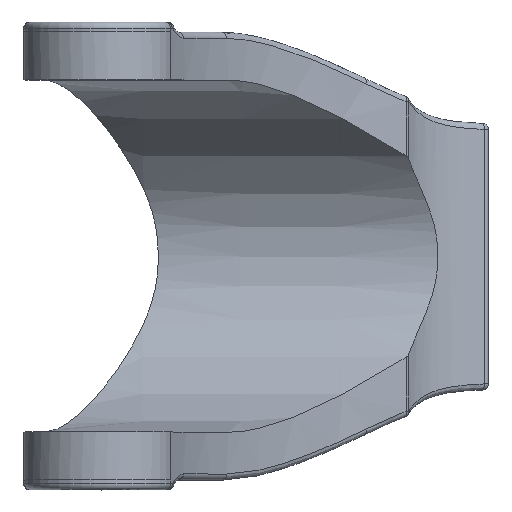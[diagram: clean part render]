
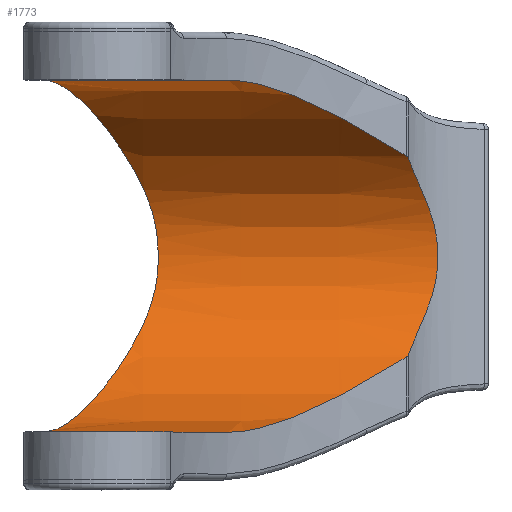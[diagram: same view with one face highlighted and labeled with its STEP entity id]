
A CAD part, top view. The second image highlights one B-rep face of the part: STEP entity #1773.
In plain terms, the highlighted face is a extrusion surface.
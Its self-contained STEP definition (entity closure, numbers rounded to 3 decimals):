
#680=CARTESIAN_POINT('Vertex',(-52.449,-42.048,110.706)) ;
#684=CARTESIAN_POINT('Control Point',(-52.449,-42.048,110.706)) ;
#685=CARTESIAN_POINT('Control Point',(-52.072,-42.048,109.382)) ;
#686=CARTESIAN_POINT('Control Point',(-51.657,-41.945,108.088)) ;
#687=CARTESIAN_POINT('Control Point',(-51.209,-41.743,106.834)) ;
#688=CARTESIAN_POINT('Control Point',(-50.093,-41.053,103.992)) ;
#689=CARTESIAN_POINT('Control Point',(-48.873,-39.907,101.431)) ;
#690=CARTESIAN_POINT('Control Point',(-48.153,-39.119,100.06)) ;
#691=CARTESIAN_POINT('Control Point',(-47.16,-37.889,98.321)) ;
#692=CARTESIAN_POINT('Control Point',(-46.204,-36.486,96.797)) ;
#693=CARTESIAN_POINT('Control Point',(-45.948,-36.094,96.4)) ;
#694=CARTESIAN_POINT('Control Point',(-45.376,-35.171,95.532)) ;
#695=CARTESIAN_POINT('Control Point',(-44.842,-34.198,94.763)) ;
#696=CARTESIAN_POINT('Control Point',(-44.557,-33.636,94.363)) ;
#697=CARTESIAN_POINT('Control Point',(-44.059,-32.547,93.68)) ;
#698=CARTESIAN_POINT('Control Point',(-43.679,-31.449,93.178)) ;
#699=CARTESIAN_POINT('Control Point',(-43.531,-30.925,92.985)) ;
#700=CARTESIAN_POINT('Control Point',(-43.368,-30.179,92.775)) ;
#701=CARTESIAN_POINT('Control Point',(-43.27,-29.44,92.649)) ;
#702=CARTESIAN_POINT('Control Point',(-43.246,-29.219,92.619)) ;
#703=CARTESIAN_POINT('Control Point',(-43.207,-28.76,92.568)) ;
#704=CARTESIAN_POINT('Control Point',(-43.188,-28.303,92.544)) ;
#705=CARTESIAN_POINT('Control Point',(-43.183,-28.066,92.537)) ;
#706=CARTESIAN_POINT('Control Point',(-43.177,-27.297,92.53)) ;
#707=CARTESIAN_POINT('Control Point',(-43.21,-26.525,92.573)) ;
#708=CARTESIAN_POINT('Control Point',(-43.261,-25.988,92.638)) ;
#709=CARTESIAN_POINT('Control Point',(-43.442,-24.859,92.869)) ;
#710=CARTESIAN_POINT('Control Point',(-43.78,-23.717,93.311)) ;
#711=CARTESIAN_POINT('Control Point',(-43.999,-23.124,93.6)) ;
#712=CARTESIAN_POINT('Control Point',(-44.738,-21.398,94.602)) ;
#713=CARTESIAN_POINT('Control Point',(-45.69,-19.749,95.978)) ;
#714=CARTESIAN_POINT('Control Point',(-46.347,-18.741,96.986)) ;
#715=CARTESIAN_POINT('Control Point',(-47.428,-17.255,98.763)) ;
#716=CARTESIAN_POINT('Control Point',(-48.515,-16.014,100.788)) ;
#717=CARTESIAN_POINT('Control Point',(-48.918,-15.587,101.577)) ;
#718=CARTESIAN_POINT('Control Point',(-49.946,-14.592,103.7)) ;
#719=CARTESIAN_POINT('Control Point',(-50.915,-13.897,106.031)) ;
#720=CARTESIAN_POINT('Control Point',(-51.476,-13.6,107.533)) ;
#721=CARTESIAN_POINT('Control Point',(-51.991,-13.448,109.097)) ;
#722=CARTESIAN_POINT('Control Point',(-52.449,-13.448,110.706)) ;
#723=CARTESIAN_POINT('Vertex',(-52.449,-13.448,110.706)) ;
#1674=CARTESIAN_POINT('Control Point',(-26.355,-42.048,110.706)) ;
#1675=CARTESIAN_POINT('Control Point',(-26.355,-42.048,102.028)) ;
#1676=CARTESIAN_POINT('Control Point',(-26.355,-34.104,93.247)) ;
#1677=CARTESIAN_POINT('Control Point',(-26.355,-27.748,92.3)) ;
#1678=CARTESIAN_POINT('Control Point',(-26.355,-21.392,93.247)) ;
#1679=CARTESIAN_POINT('Control Point',(-26.355,-13.448,102.028)) ;
#1680=CARTESIAN_POINT('Control Point',(-26.355,-13.448,110.706)) ;
#1685=CARTESIAN_POINT('Control Point',(-23.055,-35.944,96.272)) ;
#1686=CARTESIAN_POINT('Control Point',(-22.955,-35.88,96.21)) ;
#1687=CARTESIAN_POINT('Control Point',(-22.89,-35.789,96.123)) ;
#1688=CARTESIAN_POINT('Control Point',(-22.854,-35.693,96.034)) ;
#1689=CARTESIAN_POINT('Vertex',(-22.854,-35.693,96.034)) ;
#1691=CARTESIAN_POINT('Vertex',(-23.055,-35.944,96.272)) ;
#1695=CARTESIAN_POINT('Control Point',(-22.854,-35.693,96.034)) ;
#1696=CARTESIAN_POINT('Control Point',(-22.683,-35.239,95.613)) ;
#1697=CARTESIAN_POINT('Control Point',(-22.496,-34.78,95.221)) ;
#1698=CARTESIAN_POINT('Control Point',(-22.298,-34.316,94.858)) ;
#1699=CARTESIAN_POINT('Control Point',(-21.898,-33.4,94.204)) ;
#1700=CARTESIAN_POINT('Control Point',(-21.505,-32.483,93.673)) ;
#1701=CARTESIAN_POINT('Control Point',(-21.32,-32.036,93.445)) ;
#1702=CARTESIAN_POINT('Control Point',(-21.011,-31.213,93.086)) ;
#1703=CARTESIAN_POINT('Control Point',(-20.774,-30.392,92.838)) ;
#1704=CARTESIAN_POINT('Control Point',(-20.685,-30.019,92.748)) ;
#1705=CARTESIAN_POINT('Control Point',(-20.551,-29.306,92.617)) ;
#1706=CARTESIAN_POINT('Control Point',(-20.486,-28.597,92.555)) ;
#1707=CARTESIAN_POINT('Control Point',(-20.471,-28.26,92.54)) ;
#1708=CARTESIAN_POINT('Control Point',(-20.456,-27.47,92.526)) ;
#1709=CARTESIAN_POINT('Control Point',(-20.497,-26.678,92.565)) ;
#1710=CARTESIAN_POINT('Control Point',(-20.546,-26.222,92.612)) ;
#1711=CARTESIAN_POINT('Control Point',(-20.704,-25.324,92.764)) ;
#1712=CARTESIAN_POINT('Control Point',(-20.97,-24.421,93.044)) ;
#1713=CARTESIAN_POINT('Control Point',(-21.124,-23.979,93.214)) ;
#1714=CARTESIAN_POINT('Control Point',(-21.387,-23.299,93.524)) ;
#1715=CARTESIAN_POINT('Control Point',(-21.675,-22.617,93.909)) ;
#1716=CARTESIAN_POINT('Control Point',(-21.778,-22.378,94.052)) ;
#1717=CARTESIAN_POINT('Control Point',(-22.065,-21.715,94.473)) ;
#1718=CARTESIAN_POINT('Control Point',(-22.352,-21.054,94.958)) ;
#1719=CARTESIAN_POINT('Control Point',(-22.53,-20.633,95.293)) ;
#1720=CARTESIAN_POINT('Control Point',(-22.699,-20.215,95.651)) ;
#1721=CARTESIAN_POINT('Control Point',(-22.854,-19.803,96.034)) ;
#1722=CARTESIAN_POINT('Vertex',(-22.854,-19.803,96.034)) ;
#1726=CARTESIAN_POINT('Control Point',(-23.055,-19.552,96.272)) ;
#1727=CARTESIAN_POINT('Control Point',(-22.955,-19.616,96.21)) ;
#1728=CARTESIAN_POINT('Control Point',(-22.89,-19.707,96.123)) ;
#1729=CARTESIAN_POINT('Control Point',(-22.854,-19.803,96.034)) ;
#1730=CARTESIAN_POINT('Vertex',(-23.055,-19.552,96.272)) ;
#1734=CARTESIAN_POINT('Control Point',(-23.055,-19.552,96.272)) ;
#1735=CARTESIAN_POINT('Control Point',(-26.145,-17.575,98.174)) ;
#1736=CARTESIAN_POINT('Control Point',(-29.255,-15.837,100.535)) ;
#1737=CARTESIAN_POINT('Control Point',(-32.233,-14.361,103.342)) ;
#1738=CARTESIAN_POINT('Control Point',(-35.061,-13.448,106.775)) ;
#1739=CARTESIAN_POINT('Control Point',(-37.477,-13.448,110.706)) ;
#1740=CARTESIAN_POINT('Vertex',(-37.477,-13.448,110.706)) ;
#1743=CARTESIAN_POINT('Line Origine',(-36.355,-13.448,110.706)) ;
#1748=CARTESIAN_POINT('Line Origine',(-36.355,-42.048,110.706)) ;
#1752=CARTESIAN_POINT('Vertex',(-37.477,-42.048,110.706)) ;
#1756=CARTESIAN_POINT('Control Point',(-23.055,-35.944,96.272)) ;
#1757=CARTESIAN_POINT('Control Point',(-26.145,-37.921,98.174)) ;
#1758=CARTESIAN_POINT('Control Point',(-29.255,-39.659,100.535)) ;
#1759=CARTESIAN_POINT('Control Point',(-32.233,-41.135,103.342)) ;
#1760=CARTESIAN_POINT('Control Point',(-35.061,-42.048,106.775)) ;
#1761=CARTESIAN_POINT('Control Point',(-37.477,-42.048,110.706)) ;
#1681=DIRECTION('Vector Direction',(1.,0.,0.)) ;
#1744=DIRECTION('Vector Direction',(1.,0.,0.)) ;
#1749=DIRECTION('Vector Direction',(1.,0.,0.)) ;
#1764=ORIENTED_EDGE('',*,*,#1693,.F.) ;
#1765=ORIENTED_EDGE('',*,*,#1724,.T.) ;
#1766=ORIENTED_EDGE('',*,*,#1732,.F.) ;
#1767=ORIENTED_EDGE('',*,*,#1742,.T.) ;
#1768=ORIENTED_EDGE('',*,*,#1747,.F.) ;
#1769=ORIENTED_EDGE('',*,*,#725,.F.) ;
#1770=ORIENTED_EDGE('',*,*,#1754,.T.) ;
#1771=ORIENTED_EDGE('',*,*,#1762,.F.) ;
#1682=VECTOR('Extrusion Surface Vector',#1681,1.) ;
#1745=VECTOR('Line Direction',#1744,1.) ;
#1750=VECTOR('Line Direction',#1749,1.) ;
#1773=ADVANCED_FACE('Body.5',(#1772),#1683,.F.) ;
#683=B_SPLINE_CURVE_WITH_KNOTS('',5,(#684,#685,#686,#687,#688,#689,#690,#691,#692,#693,#694,#695,#696,#697,#698,#699,#700,#701,#702,#703,#704,#705,#706,#707,#708,#709,#710,#711,#712,#713,#714,#715,#716,#717,#718,#719,#720,#721,#722),.UNSPECIFIED.,.F.,.U.,(6,3,3,3,3,3,3,3,3,3,3,3,6),(0.,8.146,19.184,23.295,28.589,33.44,35.512,37.772,42.832,48.315,58.795,65.048,74.944),.UNSPECIFIED.) ;
#1673=B_SPLINE_CURVE_WITH_KNOTS('',3,(#1674,#1675,#1676,#1677,#1678,#1679,#1680),.UNSPECIFIED.,.F.,.U.,(4,1,1,1,4),(0.,17.964,26.945,35.927,53.891),.UNSPECIFIED.) ;
#1684=B_SPLINE_CURVE_WITH_KNOTS('',3,(#1685,#1686,#1687,#1688),.UNSPECIFIED.,.F.,.U.,(4,4),(0.,0.552),.UNSPECIFIED.) ;
#1694=B_SPLINE_CURVE_WITH_KNOTS('',5,(#1695,#1696,#1697,#1698,#1699,#1700,#1701,#1702,#1703,#1704,#1705,#1706,#1707,#1708,#1709,#1710,#1711,#1712,#1713,#1714,#1715,#1716,#1717,#1718,#1719,#1720,#1721),.UNSPECIFIED.,.F.,.U.,(6,3,3,3,3,3,3,3,6),(0.308,4.643,8.813,12.315,15.517,19.828,23.958,26.169,30.109),.UNSPECIFIED.) ;
#1725=B_SPLINE_CURVE_WITH_KNOTS('',3,(#1726,#1727,#1728,#1729),.UNSPECIFIED.,.F.,.U.,(4,4),(0.,0.552),.UNSPECIFIED.) ;
#1733=B_SPLINE_CURVE_WITH_KNOTS('',5,(#1734,#1735,#1736,#1737,#1738,#1739),.UNSPECIFIED.,.F.,.U.,(6,6),(0.261,28.787),.UNSPECIFIED.) ;
#1755=B_SPLINE_CURVE_WITH_KNOTS('',5,(#1756,#1757,#1758,#1759,#1760,#1761),.UNSPECIFIED.,.F.,.U.,(6,6),(0.261,28.787),.UNSPECIFIED.) ;
#725=EDGE_CURVE('',#681,#724,#683,.T.) ;
#1693=EDGE_CURVE('',#1690,#1692,#1684,.F.) ;
#1724=EDGE_CURVE('',#1690,#1723,#1694,.T.) ;
#1732=EDGE_CURVE('',#1731,#1723,#1725,.T.) ;
#1742=EDGE_CURVE('',#1731,#1741,#1733,.T.) ;
#1747=EDGE_CURVE('',#724,#1741,#1746,.T.) ;
#1754=EDGE_CURVE('',#681,#1753,#1751,.T.) ;
#1762=EDGE_CURVE('',#1692,#1753,#1755,.T.) ;
#1763=EDGE_LOOP('',(#1764,#1765,#1766,#1767,#1768,#1769,#1770,#1771)) ;
#1772=FACE_OUTER_BOUND('',#1763,.T.) ;
#1746=LINE('Line',#1743,#1745) ;
#1751=LINE('Line',#1748,#1750) ;
#1683=SURFACE_OF_LINEAR_EXTRUSION('generated tabulated cylinder',#1673,#1682) ;
#681=VERTEX_POINT('',#680) ;
#724=VERTEX_POINT('',#723) ;
#1690=VERTEX_POINT('',#1689) ;
#1692=VERTEX_POINT('',#1691) ;
#1723=VERTEX_POINT('',#1722) ;
#1731=VERTEX_POINT('',#1730) ;
#1741=VERTEX_POINT('',#1740) ;
#1753=VERTEX_POINT('',#1752) ;
